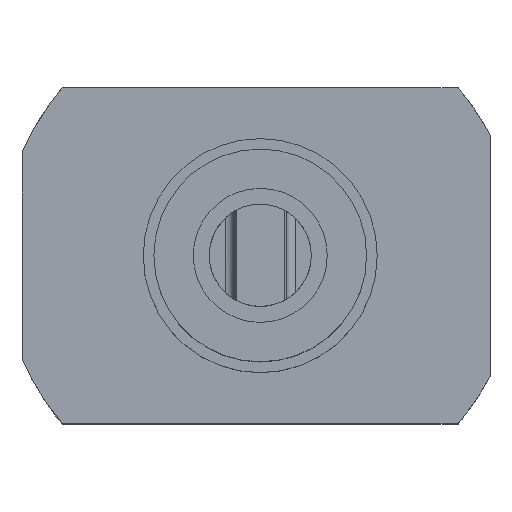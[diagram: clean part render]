
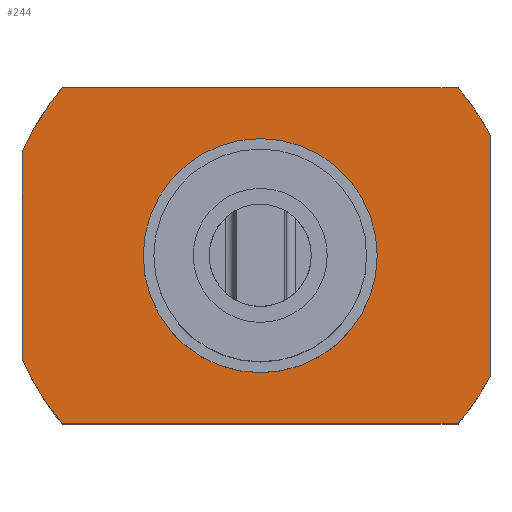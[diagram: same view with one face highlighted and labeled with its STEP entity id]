
A CAD part, top view. The second image highlights one B-rep face of the part: STEP entity #244.
In plain terms, the highlighted planar face has unit normal (0, 0, 1).
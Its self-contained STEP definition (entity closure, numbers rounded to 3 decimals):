
#98=CIRCLE('',#1788,122.);
#99=CIRCLE('',#1789,122.);
#100=CIRCLE('',#1790,122.);
#101=CIRCLE('',#1791,122.);
#102=CIRCLE('',#1792,55.);
#244=ADVANCED_FACE('',(#405,#406),#340,.T.);
#340=PLANE('',#1793);
#405=FACE_BOUND('',#504,.T.);
#406=FACE_BOUND('',#505,.T.);
#504=EDGE_LOOP('',(#784,#785,#786,#787,#788,#789,#790,#791));
#505=EDGE_LOOP('',(#792));
#784=ORIENTED_EDGE('',*,*,#1352,.T.);
#785=ORIENTED_EDGE('',*,*,#1353,.T.);
#786=ORIENTED_EDGE('',*,*,#1296,.T.);
#787=ORIENTED_EDGE('',*,*,#1354,.T.);
#788=ORIENTED_EDGE('',*,*,#1355,.T.);
#789=ORIENTED_EDGE('',*,*,#1356,.T.);
#790=ORIENTED_EDGE('',*,*,#1357,.T.);
#791=ORIENTED_EDGE('',*,*,#1358,.T.);
#792=ORIENTED_EDGE('',*,*,#1359,.F.);
#1133=VERTEX_POINT('',#2596);
#1135=VERTEX_POINT('',#2600);
#1180=VERTEX_POINT('',#2719);
#1181=VERTEX_POINT('',#2720);
#1182=VERTEX_POINT('',#2723);
#1183=VERTEX_POINT('',#2725);
#1184=VERTEX_POINT('',#2727);
#1185=VERTEX_POINT('',#2729);
#1186=VERTEX_POINT('',#2732);
#1296=EDGE_CURVE('',#1133,#1135,#1485,.T.);
#1352=EDGE_CURVE('',#1180,#1181,#1525,.T.);
#1353=EDGE_CURVE('',#1181,#1133,#98,.T.);
#1354=EDGE_CURVE('',#1135,#1182,#99,.T.);
#1355=EDGE_CURVE('',#1182,#1183,#1526,.T.);
#1356=EDGE_CURVE('',#1183,#1184,#100,.T.);
#1357=EDGE_CURVE('',#1184,#1185,#1527,.T.);
#1358=EDGE_CURVE('',#1185,#1180,#101,.T.);
#1359=EDGE_CURVE('',#1186,#1186,#102,.T.);
#1485=LINE('',#2601,#1607);
#1525=LINE('',#2718,#1647);
#1526=LINE('',#2724,#1648);
#1527=LINE('',#2728,#1649);
#1607=VECTOR('',#2020,1.);
#1647=VECTOR('',#2126,1.);
#1648=VECTOR('',#2131,1.);
#1649=VECTOR('',#2134,1.);
#1788=AXIS2_PLACEMENT_3D('',#2721,#2127,#2128);
#1789=AXIS2_PLACEMENT_3D('',#2722,#2129,#2130);
#1790=AXIS2_PLACEMENT_3D('',#2726,#2132,#2133);
#1791=AXIS2_PLACEMENT_3D('',#2730,#2135,#2136);
#1792=AXIS2_PLACEMENT_3D('',#2731,#2137,#2138);
#1793=AXIS2_PLACEMENT_3D('',#2733,#2139,#2140);
#2020=DIRECTION('',(0.,-1.,0.));
#2126=DIRECTION('',(-1.,0.,0.));
#2127=DIRECTION('',(0.,0.,1.));
#2128=DIRECTION('',(1.,0.,0.));
#2129=DIRECTION('',(0.,0.,1.));
#2130=DIRECTION('',(1.,0.,0.));
#2131=DIRECTION('',(1.,0.,0.));
#2132=DIRECTION('',(0.,0.,1.));
#2133=DIRECTION('',(1.,0.,0.));
#2134=DIRECTION('',(0.,1.,0.));
#2135=DIRECTION('',(0.,0.,1.));
#2136=DIRECTION('',(1.,0.,0.));
#2137=DIRECTION('',(0.,0.,1.));
#2138=DIRECTION('',(1.,0.,0.));
#2139=DIRECTION('',(0.,0.,1.));
#2140=DIRECTION('',(1.,0.,0.));
#2596=CARTESIAN_POINT('',(-112.,48.374,0.));
#2600=CARTESIAN_POINT('',(-112.,-48.374,0.));
#2601=CARTESIAN_POINT('',(-112.,48.374,0.));
#2718=CARTESIAN_POINT('',(92.968,79.,0.));
#2719=CARTESIAN_POINT('',(92.968,79.,0.));
#2720=CARTESIAN_POINT('',(-92.968,79.,0.));
#2721=CARTESIAN_POINT('',(0.,0.,
0.));
#2722=CARTESIAN_POINT('',(0.,0.,
0.));
#2723=CARTESIAN_POINT('',(-92.968,-79.,0.));
#2724=CARTESIAN_POINT('',(-92.968,-79.,0.));
#2725=CARTESIAN_POINT('',(92.968,-79.,0.));
#2726=CARTESIAN_POINT('',(0.,0.,
0.));
#2727=CARTESIAN_POINT('',(108.,-56.745,0.));
#2728=CARTESIAN_POINT('',(108.,56.745,0.));
#2729=CARTESIAN_POINT('',(108.,56.745,0.));
#2730=CARTESIAN_POINT('',(0.,0.,0.));
#2731=CARTESIAN_POINT('',(0.,0.,
0.));
#2732=CARTESIAN_POINT('',(55.,0.,0.));
#2733=CARTESIAN_POINT('',(0.,0.,
0.));
